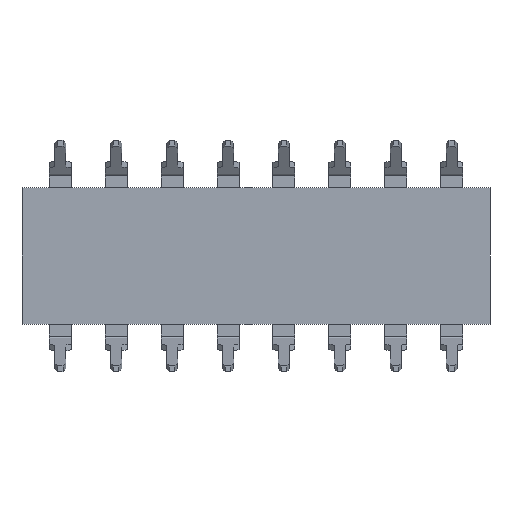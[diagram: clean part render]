
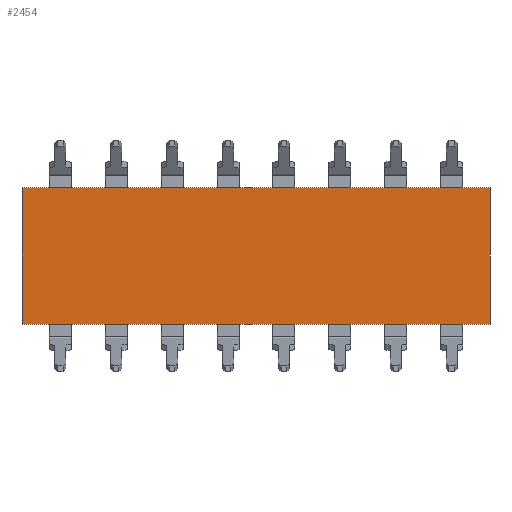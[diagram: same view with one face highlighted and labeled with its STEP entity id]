
A CAD part, front view. The second image highlights one B-rep face of the part: STEP entity #2454.
In plain terms, the highlighted planar face has unit normal (0, -1, 0).
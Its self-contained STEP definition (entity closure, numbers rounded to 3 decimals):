
#2454=ADVANCED_FACE('',(#6389),#6390,.F.);
#5342=VERTEX_POINT('',#9289);
#5352=VERTEX_POINT('',#9299);
#5356=EDGE_CURVE('',#5352,#5342,#9303,.T.);
#5360=VERTEX_POINT('',#9307);
#5364=VERTEX_POINT('',#9311);
#5366=EDGE_CURVE('',#5360,#5364,#9313,.T.);
#5374=EDGE_CURVE('',#5352,#5364,#9321,.T.);
#5376=EDGE_CURVE('',#5342,#5360,#9323,.T.);
#6389=FACE_OUTER_BOUND('',#10326,.T.);
#6390=PLANE('',#10327);
#9289=CARTESIAN_POINT('',(10.63,4.0,3.1));
#9299=CARTESIAN_POINT('',(-10.63,4.0,3.1));
#9303=LINE('',#14911,#14912);
#9307=CARTESIAN_POINT('',(10.63,4.0,-3.1));
#9311=CARTESIAN_POINT('',(-10.63,4.0,-3.1));
#9313=LINE('',#14925,#14926);
#9321=LINE('',#14939,#14940);
#9323=LINE('',#14943,#14944);
#10326=EDGE_LOOP('',(#17947,#17948,#17949,#17950));
#10327=AXIS2_PLACEMENT_3D('',#17951,#17952,#17953);
#14911=CARTESIAN_POINT('',(0.0,4.0,3.1));
#14912=VECTOR('',#19005,1.0);
#14925=CARTESIAN_POINT('',(0.0,4.0,-3.1));
#14926=VECTOR('',#19007,1.0);
#14939=CARTESIAN_POINT('',(-10.63,4.0,0.0));
#14940=VECTOR('',#19010,1.0);
#14943=CARTESIAN_POINT('',(10.63,4.0,0.0));
#14944=VECTOR('',#19011,1.0);
#17947=ORIENTED_EDGE('',*,*,#5374,.T.);
#17948=ORIENTED_EDGE('',*,*,#5366,.F.);
#17949=ORIENTED_EDGE('',*,*,#5376,.F.);
#17950=ORIENTED_EDGE('',*,*,#5356,.F.);
#17951=CARTESIAN_POINT('',(0.0,4.0,0.0));
#17952=DIRECTION('',(0.0,1.0,0.0));
#17953=DIRECTION('',(1.0,0.0,-0.0));
#19005=DIRECTION('',(1.0,0.0,0.0));
#19007=DIRECTION('',(-1.0,0.0,0.0));
#19010=DIRECTION('',(0.0,0.0,-1.0));
#19011=DIRECTION('',(0.0,0.0,-1.0));
